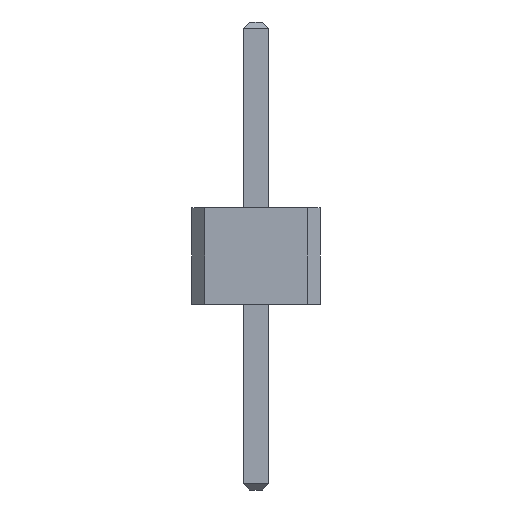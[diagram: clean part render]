
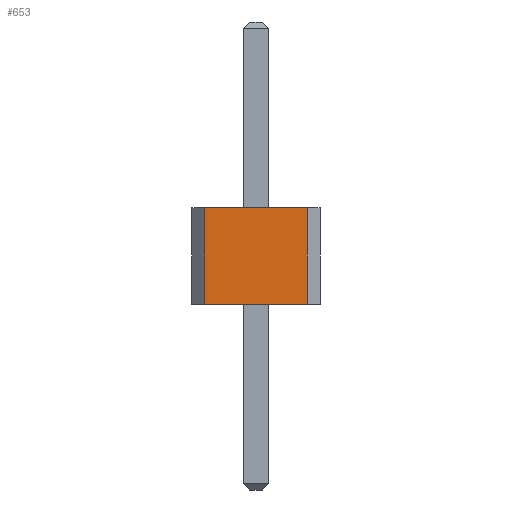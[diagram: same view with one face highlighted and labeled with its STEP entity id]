
A CAD part, left-side view. The second image highlights one B-rep face of the part: STEP entity #653.
In plain terms, the highlighted planar face has unit normal (-1, 0, 0).
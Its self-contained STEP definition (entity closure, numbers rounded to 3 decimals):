
#21 = EDGE_CURVE('',#22,#24,#26,.T.);
#22 = VERTEX_POINT('',#23);
#23 = CARTESIAN_POINT('',(-0.635,0.8,0.));
#24 = VERTEX_POINT('',#25);
#25 = CARTESIAN_POINT('',(-0.635,-0.8,0.));
#26 = LINE('',#27,#28);
#27 = CARTESIAN_POINT('',(-0.635,-0.8,0.));
#28 = VECTOR('',#29,1.);
#29 = DIRECTION('',(0.,-1.,0.));
#373 = EDGE_CURVE('',#374,#376,#378,.T.);
#374 = VERTEX_POINT('',#375);
#375 = CARTESIAN_POINT('',(-0.635,0.8,1.5));
#376 = VERTEX_POINT('',#377);
#377 = CARTESIAN_POINT('',(-0.635,-0.8,1.5));
#378 = LINE('',#379,#380);
#379 = CARTESIAN_POINT('',(-0.635,-0.8,1.5));
#380 = VECTOR('',#381,1.);
#381 = DIRECTION('',(0.,-1.,0.));
#653 = ADVANCED_FACE('',(#654),#670,.F.);
#654 = FACE_BOUND('',#655,.T.);
#655 = EDGE_LOOP('',(#656,#657,#663,#664));
#656 = ORIENTED_EDGE('',*,*,#21,.T.);
#657 = ORIENTED_EDGE('',*,*,#658,.F.);
#658 = EDGE_CURVE('',#376,#24,#659,.T.);
#659 = LINE('',#660,#661);
#660 = CARTESIAN_POINT('',(-0.635,-0.8,1.5));
#661 = VECTOR('',#662,1.);
#662 = DIRECTION('',(-0.,0.,-1.));
#663 = ORIENTED_EDGE('',*,*,#373,.F.);
#664 = ORIENTED_EDGE('',*,*,#665,.T.);
#665 = EDGE_CURVE('',#374,#22,#666,.T.);
#666 = LINE('',#667,#668);
#667 = CARTESIAN_POINT('',(-0.635,0.8,1.5));
#668 = VECTOR('',#669,1.);
#669 = DIRECTION('',(-0.,0.,-1.));
#670 = PLANE('',#671);
#671 = AXIS2_PLACEMENT_3D('',#672,#673,#674);
#672 = CARTESIAN_POINT('',(-0.635,-0.8,1.5));
#673 = DIRECTION('',(1.,0.,0.));
#674 = DIRECTION('',(0.,1.,0.));
